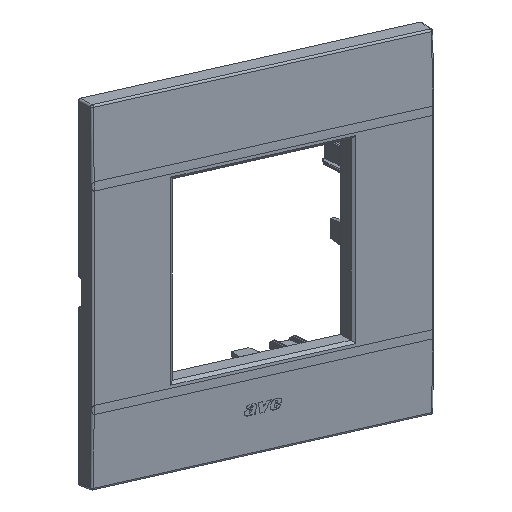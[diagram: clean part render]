
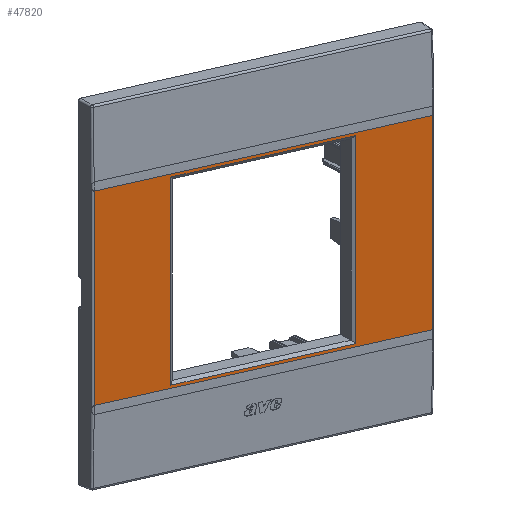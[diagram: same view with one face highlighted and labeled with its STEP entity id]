
A CAD part, top view. The second image highlights one B-rep face of the part: STEP entity #47820.
In plain terms, the highlighted face is planar.
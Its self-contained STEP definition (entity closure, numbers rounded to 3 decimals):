
#1319=CARTESIAN_POINT('Line Origine',(21.64,24.353,5.)) ;
#1323=CARTESIAN_POINT('Vertex',(43.263,24.353,5.)) ;
#1325=CARTESIAN_POINT('Vertex',(-43.263,24.353,5.)) ;
#1359=CARTESIAN_POINT('Line Origine',(43.263,22.,5.)) ;
#1363=CARTESIAN_POINT('Vertex',(43.263,-24.353,5.)) ;
#2440=CARTESIAN_POINT('Vertex',(-43.263,-24.353,5.)) ;
#2443=CARTESIAN_POINT('Line Origine',(-43.263,22.,5.)) ;
#3138=CARTESIAN_POINT('Line Origine',(21.64,-24.353,5.)) ;
#47775=CARTESIAN_POINT('Axis2P3D Location',(0.,0.,5.)) ;
#47786=CARTESIAN_POINT('Line Origine',(23.64,0.,5.)) ;
#47790=CARTESIAN_POINT('Vertex',(23.64,23.64,5.)) ;
#47792=CARTESIAN_POINT('Vertex',(23.64,-23.64,5.)) ;
#47795=CARTESIAN_POINT('Line Origine',(0.,-23.64,5.)) ;
#47799=CARTESIAN_POINT('Vertex',(-23.64,-23.64,5.)) ;
#47802=CARTESIAN_POINT('Line Origine',(-23.64,0.,5.)) ;
#47806=CARTESIAN_POINT('Vertex',(-23.64,23.64,5.)) ;
#47809=CARTESIAN_POINT('Line Origine',(0.,23.64,5.)) ;
#1320=DIRECTION('Vector Direction',(1.,0.,0.)) ;
#1360=DIRECTION('Vector Direction',(0.,-1.,0.)) ;
#2444=DIRECTION('Vector Direction',(0.,1.,0.)) ;
#3139=DIRECTION('Vector Direction',(-1.,0.,0.)) ;
#47776=DIRECTION('Axis2P3D Direction',(0.,0.,1.)) ;
#47777=DIRECTION('Axis2P3D XDirection',(1.,0.,0.)) ;
#47787=DIRECTION('Vector Direction',(0.,-1.,0.)) ;
#47796=DIRECTION('Vector Direction',(1.,0.,0.)) ;
#47803=DIRECTION('Vector Direction',(0.,-1.,0.)) ;
#47810=DIRECTION('Vector Direction',(1.,0.,0.)) ;
#47778=AXIS2_PLACEMENT_3D('Plane Axis2P3D',#47775,#47776,#47777) ;
#47781=ORIENTED_EDGE('',*,*,#1365,.F.) ;
#47782=ORIENTED_EDGE('',*,*,#1327,.T.) ;
#47783=ORIENTED_EDGE('',*,*,#2447,.T.) ;
#47784=ORIENTED_EDGE('',*,*,#3142,.F.) ;
#47815=ORIENTED_EDGE('',*,*,#47794,.T.) ;
#47816=ORIENTED_EDGE('',*,*,#47801,.T.) ;
#47817=ORIENTED_EDGE('',*,*,#47808,.T.) ;
#47818=ORIENTED_EDGE('',*,*,#47813,.T.) ;
#47819=FACE_BOUND('',#47814,.T.) ;
#1321=VECTOR('Line Direction',#1320,1.) ;
#1361=VECTOR('Line Direction',#1360,1.) ;
#2445=VECTOR('Line Direction',#2444,1.) ;
#3140=VECTOR('Line Direction',#3139,1.) ;
#47788=VECTOR('Line Direction',#47787,1.) ;
#47797=VECTOR('Line Direction',#47796,1.) ;
#47804=VECTOR('Line Direction',#47803,1.) ;
#47811=VECTOR('Line Direction',#47810,1.) ;
#47820=ADVANCED_FACE('PartBody',(#47785,#47819),#47779,.T.) ;
#1327=EDGE_CURVE('',#1324,#1326,#1322,.F.) ;
#1365=EDGE_CURVE('',#1324,#1364,#1362,.T.) ;
#2447=EDGE_CURVE('',#1326,#2441,#2446,.F.) ;
#3142=EDGE_CURVE('',#1364,#2441,#3141,.T.) ;
#47794=EDGE_CURVE('',#47791,#47793,#47789,.T.) ;
#47801=EDGE_CURVE('',#47793,#47800,#47798,.F.) ;
#47808=EDGE_CURVE('',#47800,#47807,#47805,.F.) ;
#47813=EDGE_CURVE('',#47807,#47791,#47812,.T.) ;
#47780=EDGE_LOOP('',(#47781,#47782,#47783,#47784)) ;
#47814=EDGE_LOOP('',(#47815,#47816,#47817,#47818)) ;
#47785=FACE_OUTER_BOUND('',#47780,.T.) ;
#1322=LINE('Line',#1319,#1321) ;
#1362=LINE('Line',#1359,#1361) ;
#2446=LINE('Line',#2443,#2445) ;
#3141=LINE('Line',#3138,#3140) ;
#47789=LINE('Line',#47786,#47788) ;
#47798=LINE('Line',#47795,#47797) ;
#47805=LINE('Line',#47802,#47804) ;
#47812=LINE('Line',#47809,#47811) ;
#47779=PLANE('',#47778) ;
#1324=VERTEX_POINT('',#1323) ;
#1326=VERTEX_POINT('',#1325) ;
#1364=VERTEX_POINT('',#1363) ;
#2441=VERTEX_POINT('',#2440) ;
#47791=VERTEX_POINT('',#47790) ;
#47793=VERTEX_POINT('',#47792) ;
#47800=VERTEX_POINT('',#47799) ;
#47807=VERTEX_POINT('',#47806) ;
